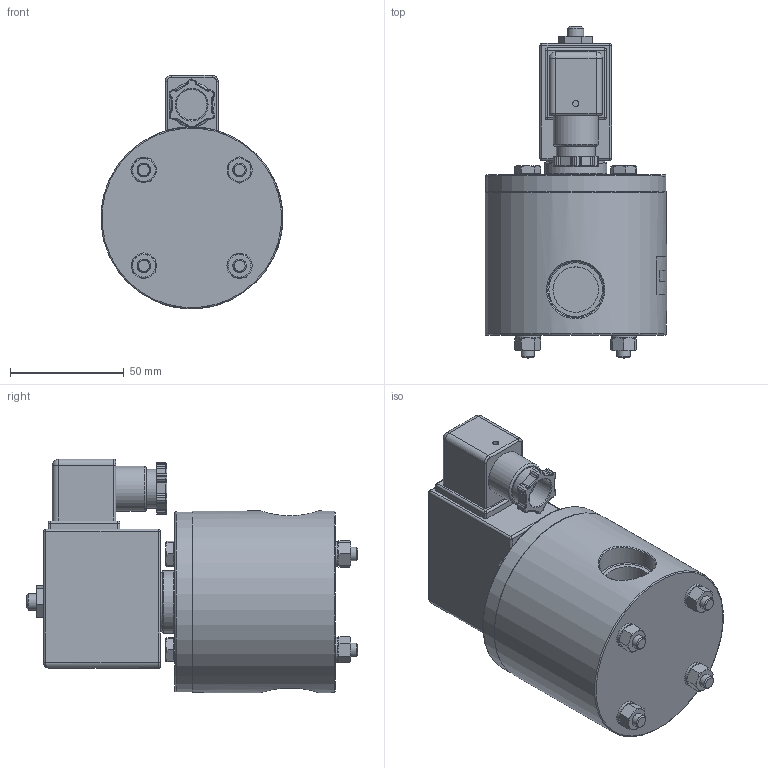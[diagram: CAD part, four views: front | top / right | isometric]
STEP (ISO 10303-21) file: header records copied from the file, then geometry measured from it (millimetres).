
FILE_DESCRIPTION(/* description */ (''),/* implementation_level */ '2;1');
FILE_NAME(/* name */ 'DN20_3D_STEP.stp',/* time_stamp */ '2025-08-29T14:10:59+03:00',/* author */ ('igorr'),/* organization */ (''),/* preprocessor_version */ 'ST-DEVELOPER v20',/* originating_system */ 'Autodesk Inventor 2025',/* authorisation */ '');
FILE_SCHEMA (('AUTOMOTIVE_DESIGN { 1 0 10303 214 3 1 1 }'));
Length unit declared in the file: millimetre
Products named in the file (7): Сборка1; Деталь1; Деталь1_1; BS 4183 - M8; AS 1110 - M6 x 12; AS 1237 - 6; ANSI B18.2.4.2M - M6x1
Assembly tree (15 placements, depth 2):
  Сборка1
    Деталь1
    Деталь1_1
    BS 4183 - M8
    AS 1110 - M6 x 12  x4
    AS 1237 - 6  x4
    ANSI B18.2.4.2M - M6x1  x4
Bounding box: 79.95 x 146 x 102.75 mm (x, y, z)
Volume: 465940.2 mm3; surface area: 61436 mm2
Topology: 15 solids, 15 shells, 533 faces, 1182 edges, 722 vertices
Faces by surface type: plane 233, cylinder 129, cone 91, bspline 45, torus 25, sphere 10
Full cylindrical faces by diameter (mm): 2.7 x1, 4.917 x4, 5.4 x4, 5.9 x8, 6 x4, 6.1 x4, 6.4 x4, 6.647 x1, 7.2 x1, 10 x4, 11 x4, 13.5 x1, 17.1 x1, 19.8 x1, 20 x2, 24.66 x2, 25.712 x2, 27.512 x1, 79.6 x1, 80 x1
Entity records: 11792 total; most frequent: CARTESIAN_POINT 2736, DIRECTION 1835, ORIENTED_EDGE 1718, EDGE_CURVE 859, AXIS2_PLACEMENT_3D 706, VERTEX_POINT 533, EDGE_LOOP 428, LINE 423
